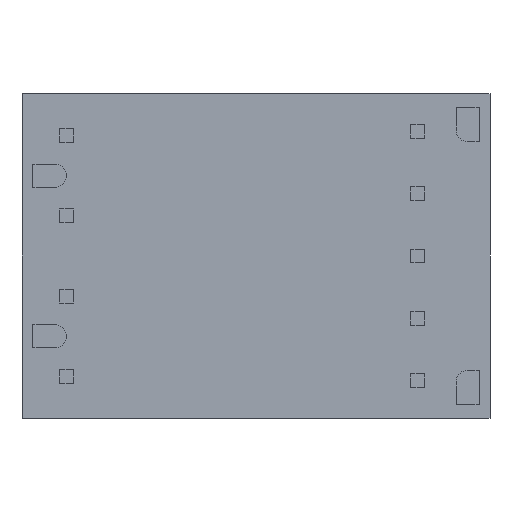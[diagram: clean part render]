
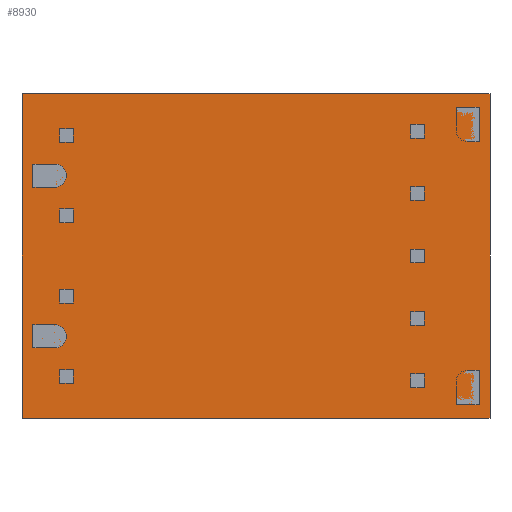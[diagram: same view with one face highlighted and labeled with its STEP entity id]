
A CAD part, front view. The second image highlights one B-rep face of the part: STEP entity #8930.
In plain terms, the highlighted planar face has unit normal (0, -1, 0).
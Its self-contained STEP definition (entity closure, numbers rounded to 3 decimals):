
#456 = CARTESIAN_POINT ( 'NONE',  ( -20.45, 0., -14.2 ) ) ;
#464 = ORIENTED_EDGE ( 'NONE', *, *, #527, .F. ) ;
#527 = EDGE_CURVE ( 'NONE', #9881, #7891, #3947, .T. ) ;
#664 = AXIS2_PLACEMENT_3D ( 'NONE', #4906, #11990, #5906 ) ;
#1071 = VERTEX_POINT ( 'NONE', #1630 ) ;
#1325 = CARTESIAN_POINT ( 'NONE',  ( -20.45, 0., 0. ) ) ;
#1457 = DIRECTION ( 'NONE',  ( 0., 0., 1. ) ) ;
#1574 = ORIENTED_EDGE ( 'NONE', *, *, #7075, .F. ) ;
#1591 = ORIENTED_EDGE ( 'NONE', *, *, #12272, .T. ) ;
#1630 = CARTESIAN_POINT ( 'NONE',  ( -20.45, 0., -14.2 ) ) ;
#1845 = PLANE ( 'NONE',  #664 ) ;
#3186 = LINE ( 'NONE', #10050, #8237 ) ;
#3359 = CARTESIAN_POINT ( 'NONE',  ( 0., 0., -14.2 ) ) ;
#3928 = CARTESIAN_POINT ( 'NONE',  ( 0., 0., 0. ) ) ;
#3947 = LINE ( 'NONE', #11926, #9016 ) ;
#3993 = CARTESIAN_POINT ( 'NONE',  ( 0., 0., -14.2 ) ) ;
#4626 = LINE ( 'NONE', #456, #8165 ) ;
#4906 = CARTESIAN_POINT ( 'NONE',  ( 0., 0., -14.2 ) ) ;
#5375 = DIRECTION ( 'NONE',  ( 1., 0., 0. ) ) ;
#5897 = VECTOR ( 'NONE', #5375, 1000. ) ;
#5906 = DIRECTION ( 'NONE',  ( 1., 0., 0. ) ) ;
#6052 = FACE_OUTER_BOUND ( 'NONE', #8705, .T. ) ;
#6989 = DIRECTION ( 'NONE',  ( 0., 0., 1. ) ) ;
#7075 = EDGE_CURVE ( 'NONE', #1071, #9881, #4626, .T. ) ;
#7891 = VERTEX_POINT ( 'NONE', #3928 ) ;
#8165 = VECTOR ( 'NONE', #1457, 1000. ) ;
#8237 = VECTOR ( 'NONE', #6989, 1000. ) ;
#8611 = LINE ( 'NONE', #3359, #5897 ) ;
#8705 = EDGE_LOOP ( 'NONE', ( #464, #1574, #12909, #1591 ) ) ;
#8930 = ADVANCED_FACE ( 'NONE', ( #6052 ), #1845, .T. ) ;
#9016 = VECTOR ( 'NONE', #12944, 1000. ) ;
#9181 = EDGE_CURVE ( 'NONE', #1071, #11807, #8611, .T. ) ;
#9881 = VERTEX_POINT ( 'NONE', #1325 ) ;
#10050 = CARTESIAN_POINT ( 'NONE',  ( 0., 0., -14.2 ) ) ;
#11807 = VERTEX_POINT ( 'NONE', #3993 ) ;
#11926 = CARTESIAN_POINT ( 'NONE',  ( 0., 0., 0. ) ) ;
#11990 = DIRECTION ( 'NONE',  ( 0., -1., 0. ) ) ;
#12272 = EDGE_CURVE ( 'NONE', #11807, #7891, #3186, .T. ) ;
#12909 = ORIENTED_EDGE ( 'NONE', *, *, #9181, .T. ) ;
#12944 = DIRECTION ( 'NONE',  ( 1., 0., 0. ) ) ;
